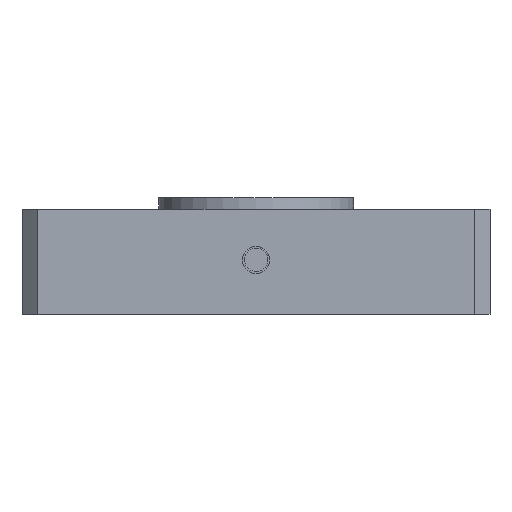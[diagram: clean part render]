
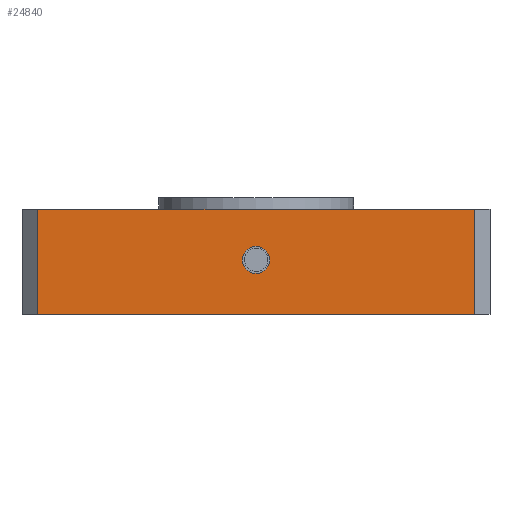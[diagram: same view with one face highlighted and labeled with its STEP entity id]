
A CAD part, front view. The second image highlights one B-rep face of the part: STEP entity #24840.
In plain terms, the highlighted planar face has unit normal (0, -1, 0).
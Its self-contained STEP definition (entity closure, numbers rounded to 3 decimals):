
#69 = VECTOR ( 'NONE', #33858, 1000. ) ;
#741 = ORIENTED_EDGE ( 'NONE', *, *, #10097, .T. ) ;
#1530 = CARTESIAN_POINT ( 'NONE',  ( 0., -30., 3. ) ) ;
#3142 = CIRCLE ( 'NONE', #12561, 1.75 ) ;
#3494 = EDGE_CURVE ( 'NONE', #30807, #32527, #8870, .T. ) ;
#3543 = EDGE_CURVE ( 'NONE', #26133, #37542, #18593, .T. ) ;
#3703 = CARTESIAN_POINT ( 'NONE',  ( 28., -30., -4. ) ) ;
#3718 = CARTESIAN_POINT ( 'NONE',  ( 28., -30., 9.5 ) ) ;
#3968 = LINE ( 'NONE', #27324, #69 ) ;
#4338 = CARTESIAN_POINT ( 'NONE',  ( 30., -30., 9.5 ) ) ;
#6751 = CARTESIAN_POINT ( 'NONE',  ( 0., -30., 4.75 ) ) ;
#7027 = DIRECTION ( 'NONE',  ( 0., 1., 0. ) ) ;
#7677 = EDGE_LOOP ( 'NONE', ( #741, #34964, #8622, #16163 ) ) ;
#8130 = DIRECTION ( 'NONE',  ( 0., 0., 1. ) ) ;
#8622 = ORIENTED_EDGE ( 'NONE', *, *, #11315, .F. ) ;
#8870 = LINE ( 'NONE', #17125, #24927 ) ;
#9090 = CIRCLE ( 'NONE', #32520, 1.75 ) ;
#10097 = EDGE_CURVE ( 'NONE', #30807, #37542, #3968, .T. ) ;
#11315 = EDGE_CURVE ( 'NONE', #32527, #26133, #16056, .T. ) ;
#12040 = ORIENTED_EDGE ( 'NONE', *, *, #27599, .F. ) ;
#12561 = AXIS2_PLACEMENT_3D ( 'NONE', #1530, #29215, #16782 ) ;
#16056 = LINE ( 'NONE', #4338, #33605 ) ;
#16163 = ORIENTED_EDGE ( 'NONE', *, *, #3494, .F. ) ;
#16708 = AXIS2_PLACEMENT_3D ( 'NONE', #38282, #7027, #22131 ) ;
#16782 = DIRECTION ( 'NONE',  ( 0., 0., -1. ) ) ;
#16956 = DIRECTION ( 'NONE',  ( 0., 0., -1. ) ) ;
#17125 = CARTESIAN_POINT ( 'NONE',  ( -28., -30., 0. ) ) ;
#17344 = EDGE_CURVE ( 'NONE', #24714, #26898, #9090, .T. ) ;
#18544 = CARTESIAN_POINT ( 'NONE',  ( -28., -30., 9.5 ) ) ;
#18593 = LINE ( 'NONE', #29705, #29875 ) ;
#21755 = ORIENTED_EDGE ( 'NONE', *, *, #17344, .F. ) ;
#22131 = DIRECTION ( 'NONE',  ( 0., 0., 1. ) ) ;
#22403 = PLANE ( 'NONE',  #16708 ) ;
#22840 = FACE_BOUND ( 'NONE', #24171, .T. ) ;
#23518 = CARTESIAN_POINT ( 'NONE',  ( 0., -30., 1.25 ) ) ;
#24171 = EDGE_LOOP ( 'NONE', ( #21755, #12040 ) ) ;
#24714 = VERTEX_POINT ( 'NONE', #23518 ) ;
#24840 = ADVANCED_FACE ( 'NONE', ( #22840, #25828 ), #22403, .F. ) ;
#24927 = VECTOR ( 'NONE', #8130, 1000. ) ;
#25828 = FACE_OUTER_BOUND ( 'NONE', #7677, .T. ) ;
#26133 = VERTEX_POINT ( 'NONE', #3718 ) ;
#26218 = DIRECTION ( 'NONE',  ( 0., -1., 0. ) ) ;
#26489 = CARTESIAN_POINT ( 'NONE',  ( 0., -30., 3. ) ) ;
#26898 = VERTEX_POINT ( 'NONE', #6751 ) ;
#27324 = CARTESIAN_POINT ( 'NONE',  ( 0., -30., -4. ) ) ;
#27526 = CARTESIAN_POINT ( 'NONE',  ( -28., -30., -4. ) ) ;
#27599 = EDGE_CURVE ( 'NONE', #26898, #24714, #3142, .T. ) ;
#29215 = DIRECTION ( 'NONE',  ( 0., -1., 0. ) ) ;
#29428 = DIRECTION ( 'NONE',  ( 0., 0., -1. ) ) ;
#29705 = CARTESIAN_POINT ( 'NONE',  ( 28., -30., 12.2 ) ) ;
#29875 = VECTOR ( 'NONE', #29428, 1000. ) ;
#30807 = VERTEX_POINT ( 'NONE', #27526 ) ;
#32420 = DIRECTION ( 'NONE',  ( 1., 0., 0. ) ) ;
#32520 = AXIS2_PLACEMENT_3D ( 'NONE', #26489, #26218, #16956 ) ;
#32527 = VERTEX_POINT ( 'NONE', #18544 ) ;
#33605 = VECTOR ( 'NONE', #32420, 1000. ) ;
#33858 = DIRECTION ( 'NONE',  ( 1., 0., 0. ) ) ;
#34964 = ORIENTED_EDGE ( 'NONE', *, *, #3543, .F. ) ;
#37542 = VERTEX_POINT ( 'NONE', #3703 ) ;
#38282 = CARTESIAN_POINT ( 'NONE',  ( 30., -30., 0. ) ) ;
